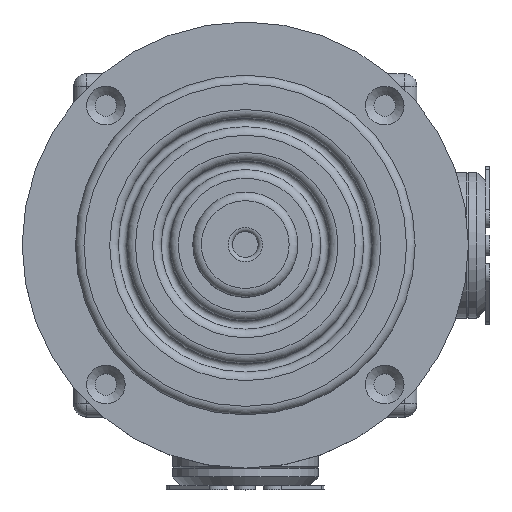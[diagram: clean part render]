
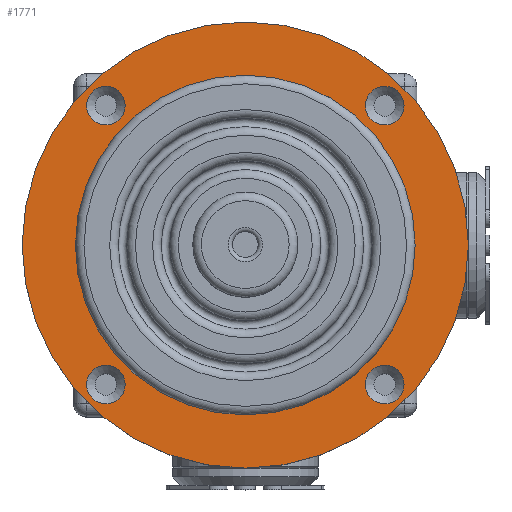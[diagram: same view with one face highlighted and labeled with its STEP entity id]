
A CAD part, top view. The second image highlights one B-rep face of the part: STEP entity #1771.
In plain terms, the highlighted planar face has unit normal (0, 0, 1).
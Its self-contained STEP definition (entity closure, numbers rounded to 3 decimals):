
#110=FACE_BOUND('',#309,.T.);
#111=FACE_BOUND('',#310,.T.);
#112=FACE_BOUND('',#311,.T.);
#113=FACE_BOUND('',#312,.T.);
#114=FACE_BOUND('',#313,.T.);
#126=PLANE('',#1930);
#179=FACE_OUTER_BOUND('',#308,.T.);
#308=EDGE_LOOP('',(#1244));
#309=EDGE_LOOP('',(#1245));
#310=EDGE_LOOP('',(#1246));
#311=EDGE_LOOP('',(#1247));
#312=EDGE_LOOP('',(#1248));
#313=EDGE_LOOP('',(#1249));
#654=CIRCLE('',#1928,2.25);
#656=CIRCLE('',#1931,26.);
#657=CIRCLE('',#1932,2.25);
#658=CIRCLE('',#1933,2.25);
#659=CIRCLE('',#1934,19.8);
#660=CIRCLE('',#1935,2.25);
#813=VERTEX_POINT('',#2896);
#815=VERTEX_POINT('',#2902);
#816=VERTEX_POINT('',#2904);
#817=VERTEX_POINT('',#2906);
#818=VERTEX_POINT('',#2908);
#819=VERTEX_POINT('',#2910);
#980=EDGE_CURVE('',#813,#813,#654,.T.);
#983=EDGE_CURVE('',#815,#815,#656,.T.);
#984=EDGE_CURVE('',#816,#816,#657,.T.);
#985=EDGE_CURVE('',#817,#817,#658,.T.);
#986=EDGE_CURVE('',#818,#818,#659,.T.);
#987=EDGE_CURVE('',#819,#819,#660,.T.);
#1244=ORIENTED_EDGE('',*,*,#983,.T.);
#1245=ORIENTED_EDGE('',*,*,#984,.F.);
#1246=ORIENTED_EDGE('',*,*,#985,.F.);
#1247=ORIENTED_EDGE('',*,*,#986,.T.);
#1248=ORIENTED_EDGE('',*,*,#987,.F.);
#1249=ORIENTED_EDGE('',*,*,#980,.F.);
#1771=ADVANCED_FACE('',(#179,#110,#111,#112,#113,#114),#126,.T.);
#1928=AXIS2_PLACEMENT_3D('',#2897,#2219,#2220);
#1930=AXIS2_PLACEMENT_3D('',#2901,#2224,#2225);
#1931=AXIS2_PLACEMENT_3D('',#2903,#2226,#2227);
#1932=AXIS2_PLACEMENT_3D('',#2905,#2228,#2229);
#1933=AXIS2_PLACEMENT_3D('',#2907,#2230,#2231);
#1934=AXIS2_PLACEMENT_3D('',#2909,#2232,#2233);
#1935=AXIS2_PLACEMENT_3D('',#2911,#2234,#2235);
#2219=DIRECTION('center_axis',(0.,0.,1.));
#2220=DIRECTION('ref_axis',(1.,0.,0.));
#2224=DIRECTION('center_axis',(0.,0.,1.));
#2225=DIRECTION('ref_axis',(1.,0.,0.));
#2226=DIRECTION('center_axis',(0.,0.,1.));
#2227=DIRECTION('ref_axis',(1.,0.,0.));
#2228=DIRECTION('center_axis',(0.,0.,1.));
#2229=DIRECTION('ref_axis',(1.,0.,0.));
#2230=DIRECTION('center_axis',(0.,0.,1.));
#2231=DIRECTION('ref_axis',(1.,0.,0.));
#2232=DIRECTION('center_axis',(0.,0.,-1.));
#2233=DIRECTION('ref_axis',(1.,0.,0.));
#2234=DIRECTION('center_axis',(0.,0.,1.));
#2235=DIRECTION('ref_axis',(1.,0.,0.));
#2896=CARTESIAN_POINT('',(14.,-16.25,4.));
#2897=CARTESIAN_POINT('Origin',(16.25,-16.25,4.));
#2901=CARTESIAN_POINT('Origin',(0.,0.,4.));
#2902=CARTESIAN_POINT('',(-26.,0.,4.));
#2903=CARTESIAN_POINT('Origin',(0.,0.,4.));
#2904=CARTESIAN_POINT('',(-18.5,-16.25,4.));
#2905=CARTESIAN_POINT('Origin',(-16.25,-16.25,4.));
#2906=CARTESIAN_POINT('',(-18.5,16.25,4.));
#2907=CARTESIAN_POINT('Origin',(-16.25,16.25,4.));
#2908=CARTESIAN_POINT('',(-19.8,0.,4.));
#2909=CARTESIAN_POINT('Origin',(0.,0.,4.));
#2910=CARTESIAN_POINT('',(14.,16.25,4.));
#2911=CARTESIAN_POINT('Origin',(16.25,16.25,4.));
